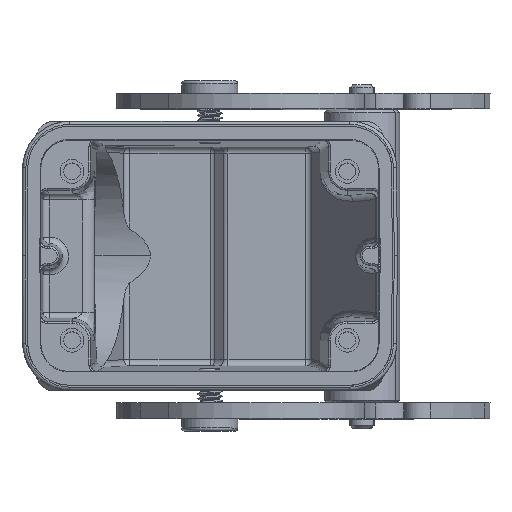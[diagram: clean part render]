
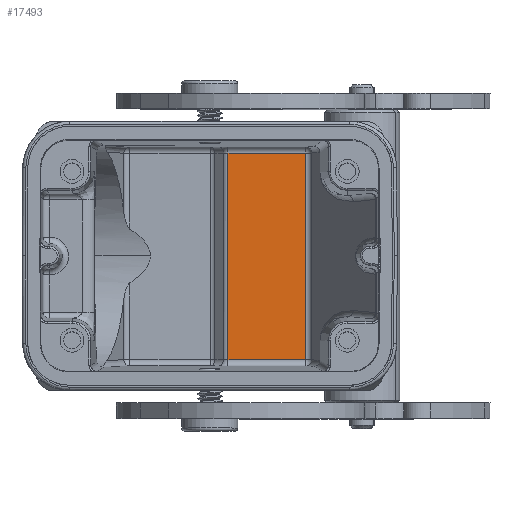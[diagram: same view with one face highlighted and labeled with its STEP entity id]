
A CAD part, top view. The second image highlights one B-rep face of the part: STEP entity #17493.
In plain terms, the highlighted planar face has unit normal (0, 0, 1).
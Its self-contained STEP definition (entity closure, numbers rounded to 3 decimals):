
#4604=DIRECTION('',(1.,0.,0.));
#4605=VECTOR('',#4604,12.438);
#4606=CARTESIAN_POINT('',(2.93,16.535,-65.5));
#4607=LINE('',#4606,#4605);
#4623=DIRECTION('',(0.,-1.,0.));
#4624=VECTOR('',#4623,33.069);
#4625=CARTESIAN_POINT('',(15.369,16.535,-65.5));
#4626=LINE('',#4625,#4624);
#4631=DIRECTION('',(-1.,0.,0.));
#4632=VECTOR('',#4631,12.438);
#4633=CARTESIAN_POINT('',(15.369,-16.535,-65.5));
#4634=LINE('',#4633,#4632);
#4747=CARTESIAN_POINT('',(2.93,16.535,-65.5));
#4754=DIRECTION('',(0.,1.,0.));
#4755=VECTOR('',#4754,33.069);
#4756=CARTESIAN_POINT('',(2.93,-16.535,
-65.5));
#4757=LINE('',#4756,#4755);
#10359=CARTESIAN_POINT('',(2.93,-16.535,
-65.5));
#10361=VERTEX_POINT('',#10359);
#10364=CARTESIAN_POINT('',(15.369,-16.535,-65.5));
#10365=VERTEX_POINT('',#10364);
#10370=VERTEX_POINT('',#4747);
#10397=CARTESIAN_POINT('',(15.369,16.535,-65.5));
#10398=VERTEX_POINT('',#10397);
#17480=CARTESIAN_POINT('',(16.136,-18.5,-65.5));
#17481=DIRECTION('',(0.,0.,-1.));
#17482=DIRECTION('',(-1.,0.,0.));
#17483=AXIS2_PLACEMENT_3D('',#17480,#17481,#17482);
#17484=PLANE('',#17483);
#17486=ORIENTED_EDGE('',*,*,#17485,.T.);
#17488=ORIENTED_EDGE('',*,*,#17487,.T.);
#17489=ORIENTED_EDGE('',*,*,#17448,.T.);
#17490=ORIENTED_EDGE('',*,*,#17471,.T.);
#17491=EDGE_LOOP('',(#17486,#17488,#17489,#17490));
#17492=FACE_OUTER_BOUND('',#17491,.F.);
#17493=ADVANCED_FACE('',(#17492),#17484,.F.);
#17448=EDGE_CURVE('',#10370,#10398,#4607,.T.);
#17471=EDGE_CURVE('',#10398,#10365,#4626,.T.);
#17485=EDGE_CURVE('',#10365,#10361,#4634,.T.);
#17487=EDGE_CURVE('',#10361,#10370,#4757,.T.);
